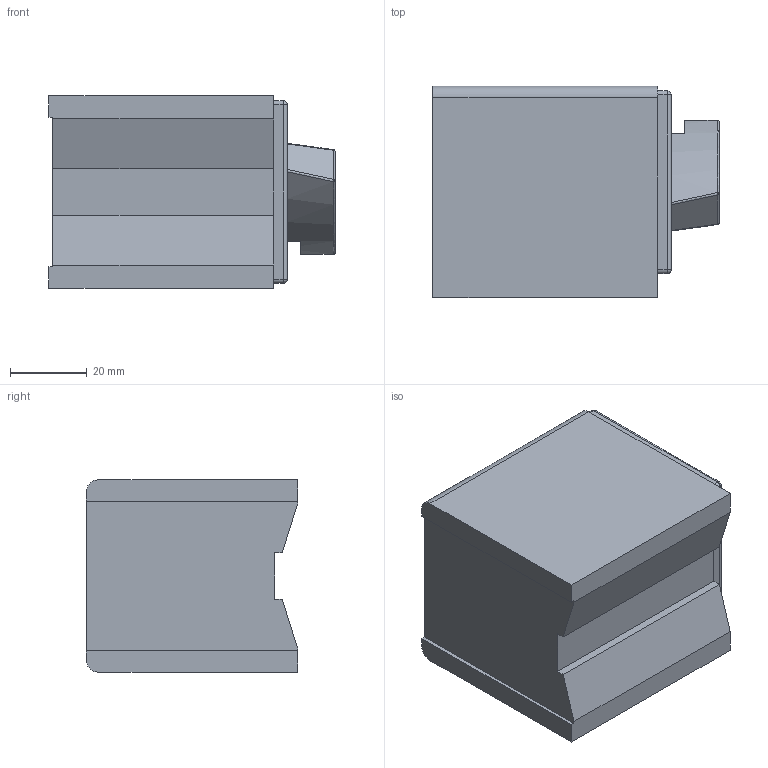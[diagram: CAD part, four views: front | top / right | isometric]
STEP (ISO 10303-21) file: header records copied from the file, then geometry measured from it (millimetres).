
FILE_DESCRIPTION (( 'STEP AP203' ), '1' );
FILE_NAME ('524600.STEP', '2024-06-04T05:54:44', ( 'Windows User' ), ( 'P R C' ), 'SwSTEP 2.0', 'SolidWorks 2020', '' );
FILE_SCHEMA (( 'CONFIG_CONTROL_DESIGN' ));
Length unit declared in the file: millimetre
Products named in the file (1): 524600
Bounding box: 74.5 x 55 x 50 mm (x, y, z)
Volume: 163158.9 mm3; surface area: 19846.6 mm2
Topology: 1 solids, 1 shells, 129 faces, 332 edges, 208 vertices
Faces by surface type: plane 73, bspline 34, cylinder 21, cone 1
Full cylindrical faces by diameter (mm): 5 x1, 28 x1, 30 x1
Entity records: 5064 total; most frequent: CARTESIAN_POINT 2114, ORIENTED_EDGE 636, DIRECTION 504, EDGE_CURVE 318, VECTOR 214, LINE 214, VERTEX_POINT 206, AXIS2_PLACEMENT_3D 145
